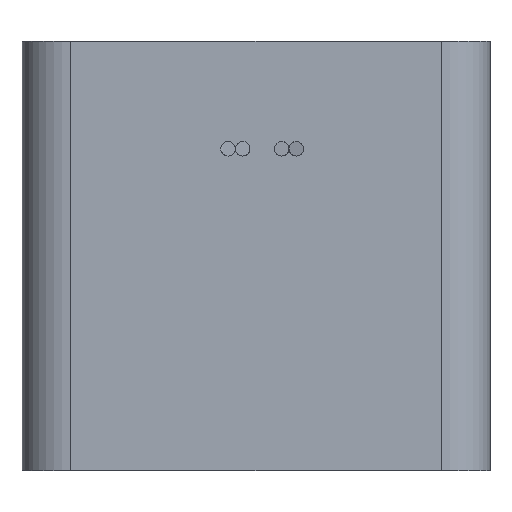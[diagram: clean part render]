
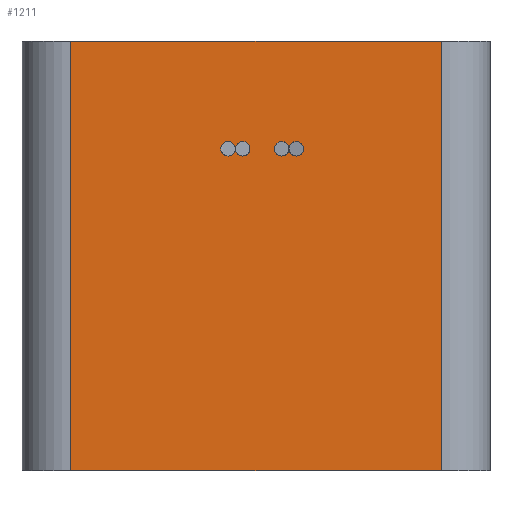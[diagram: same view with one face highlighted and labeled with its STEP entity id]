
A CAD part, left-side view. The second image highlights one B-rep face of the part: STEP entity #1211.
In plain terms, the highlighted planar face has unit normal (-1, 0, 0).
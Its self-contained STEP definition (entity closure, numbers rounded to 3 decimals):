
#25=FACE_BOUND('',#178,.T.);
#26=FACE_BOUND('',#179,.T.);
#56=PLANE('',#1325);
#101=FACE_OUTER_BOUND('',#177,.T.);
#177=EDGE_LOOP('',(#917,#918,#919,#920));
#178=EDGE_LOOP('',(#921,#922,#923));
#179=EDGE_LOOP('',(#924,#925,#926));
#253=CIRCLE('',#1277,0.75);
#254=CIRCLE('',#1279,0.75);
#282=CIRCLE('',#1326,0.75);
#283=CIRCLE('',#1327,0.75);
#284=CIRCLE('',#1328,0.75);
#285=CIRCLE('',#1329,0.75);
#366=LINE('',#1988,#468);
#367=LINE('',#1992,#469);
#369=LINE('',#1998,#471);
#370=LINE('',#1999,#472);
#468=VECTOR('',#1556,10.);
#469=VECTOR('',#1561,10.);
#471=VECTOR('',#1567,10.);
#472=VECTOR('',#1568,10.);
#523=VERTEX_POINT('',#1796);
#525=VERTEX_POINT('',#1799);
#527=VERTEX_POINT('',#1822);
#529=VERTEX_POINT('',#1825);
#585=VERTEX_POINT('',#1985);
#586=VERTEX_POINT('',#1987);
#587=VERTEX_POINT('',#1991);
#589=VERTEX_POINT('',#1997);
#636=EDGE_CURVE('',#525,#523,#253,.T.);
#640=EDGE_CURVE('',#529,#527,#254,.T.);
#711=EDGE_CURVE('',#585,#586,#366,.T.);
#713=EDGE_CURVE('',#587,#586,#367,.T.);
#716=EDGE_CURVE('',#589,#585,#369,.T.);
#717=EDGE_CURVE('',#587,#589,#370,.T.);
#718=EDGE_CURVE('',#523,#525,#282,.T.);
#719=EDGE_CURVE('',#525,#525,#283,.T.);
#720=EDGE_CURVE('',#527,#529,#284,.T.);
#721=EDGE_CURVE('',#529,#529,#285,.T.);
#917=ORIENTED_EDGE('',*,*,#716,.F.);
#918=ORIENTED_EDGE('',*,*,#717,.F.);
#919=ORIENTED_EDGE('',*,*,#713,.T.);
#920=ORIENTED_EDGE('',*,*,#711,.F.);
#921=ORIENTED_EDGE('',*,*,#636,.T.);
#922=ORIENTED_EDGE('',*,*,#718,.T.);
#923=ORIENTED_EDGE('',*,*,#719,.T.);
#924=ORIENTED_EDGE('',*,*,#640,.T.);
#925=ORIENTED_EDGE('',*,*,#720,.T.);
#926=ORIENTED_EDGE('',*,*,#721,.T.);
#1211=ADVANCED_FACE('',(#101,#25,#26),#56,.T.);
#1277=AXIS2_PLACEMENT_3D('',#1800,#1420,#1421);
#1279=AXIS2_PLACEMENT_3D('',#1826,#1426,#1427);
#1325=AXIS2_PLACEMENT_3D('',#1996,#1565,#1566);
#1326=AXIS2_PLACEMENT_3D('',#2000,#1569,#1570);
#1327=AXIS2_PLACEMENT_3D('',#2001,#1571,#1572);
#1328=AXIS2_PLACEMENT_3D('',#2002,#1573,#1574);
#1329=AXIS2_PLACEMENT_3D('',#2003,#1575,#1576);
#1420=DIRECTION('center_axis',(1.,0.,0.));
#1421=DIRECTION('ref_axis',(0.,-1.,0.));
#1426=DIRECTION('center_axis',(1.,0.,0.));
#1427=DIRECTION('ref_axis',(0.,-1.,0.));
#1556=DIRECTION('',(0.,-1.,0.));
#1561=DIRECTION('',(0.,0.,1.));
#1565=DIRECTION('center_axis',(-1.,0.,0.));
#1566=DIRECTION('ref_axis',(0.,-1.,0.));
#1567=DIRECTION('',(0.,0.,1.));
#1568=DIRECTION('',(0.,1.,0.));
#1569=DIRECTION('center_axis',(1.,0.,0.));
#1570=DIRECTION('ref_axis',(0.,-1.,0.));
#1571=DIRECTION('center_axis',(1.,0.,0.));
#1572=DIRECTION('ref_axis',(0.,-1.,0.));
#1573=DIRECTION('center_axis',(1.,0.,0.));
#1574=DIRECTION('ref_axis',(0.,-1.,0.));
#1575=DIRECTION('center_axis',(1.,0.,0.));
#1576=DIRECTION('ref_axis',(0.,-1.,0.));
#1796=CARTESIAN_POINT('',(-16.994,25.575,36.5));
#1799=CARTESIAN_POINT('',(-16.994,24.075,36.5));
#1800=CARTESIAN_POINT('Origin',(-16.994,24.825,36.5));
#1822=CARTESIAN_POINT('',(-16.994,31.075,36.5));
#1825=CARTESIAN_POINT('',(-16.994,29.575,36.5));
#1826=CARTESIAN_POINT('Origin',(-16.994,30.325,36.5));
#1985=CARTESIAN_POINT('',(-16.994,46.459,47.5));
#1987=CARTESIAN_POINT('',(-16.994,8.459,47.5));
#1988=CARTESIAN_POINT('',(-16.994,46.459,47.5));
#1991=CARTESIAN_POINT('',(-16.994,8.459,3.5));
#1992=CARTESIAN_POINT('',(-16.994,8.459,3.5));
#1996=CARTESIAN_POINT('Origin',(-16.994,46.459,3.5));
#1997=CARTESIAN_POINT('',(-16.994,46.459,3.5));
#1998=CARTESIAN_POINT('',(-16.994,46.459,3.5));
#1999=CARTESIAN_POINT('',(-16.994,8.459,3.5));
#2000=CARTESIAN_POINT('Origin',(-16.994,24.825,36.5));
#2001=CARTESIAN_POINT('Origin',(-16.994,23.325,36.5));
#2002=CARTESIAN_POINT('Origin',(-16.994,30.325,36.5));
#2003=CARTESIAN_POINT('Origin',(-16.994,28.825,36.5));
